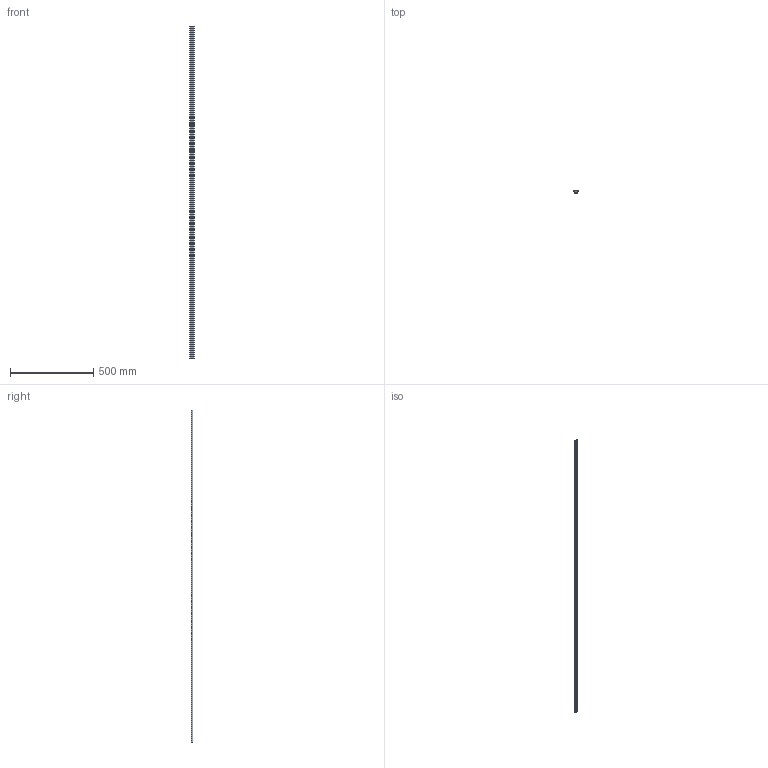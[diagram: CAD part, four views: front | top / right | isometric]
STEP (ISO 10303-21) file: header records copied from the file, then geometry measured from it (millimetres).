
FILE_DESCRIPTION(('CoCreate Modeling STEP Export'),'2;1');
FILE_NAME('1117025.stp','2015-12-03T11:24:49',(''),(''),'CoCreate Modeling STEP processor for AP214 (Solid Model)','CoCreate Modeling 16.00D 29-May-2009 (C) Parametric Technology GmbH','');
FILE_SCHEMA(('AUTOMOTIVE_DESIGN { 1 0 10303 214 1 1 1 1 }'));
Length unit declared in the file: millimetre
Products named in the file (1): Profilsch_2066_Katal.
Bounding box: 25 x 12 x 2000 mm (x, y, z)
Volume: 154571.2 mm3; surface area: 212249.5 mm2
Topology: 1 solids, 1 shells, 26 faces, 72 edges, 48 vertices
Faces by surface type: plane 14, cylinder 12
Entity records: 802 total; most frequent: ORIENTED_EDGE 144, CARTESIAN_POINT 135, DIRECTION 126, EDGE_CURVE 72, VERTEX_POINT 48, VECTOR 48, LINE 48, AXIS2_PLACEMENT_3D 39
